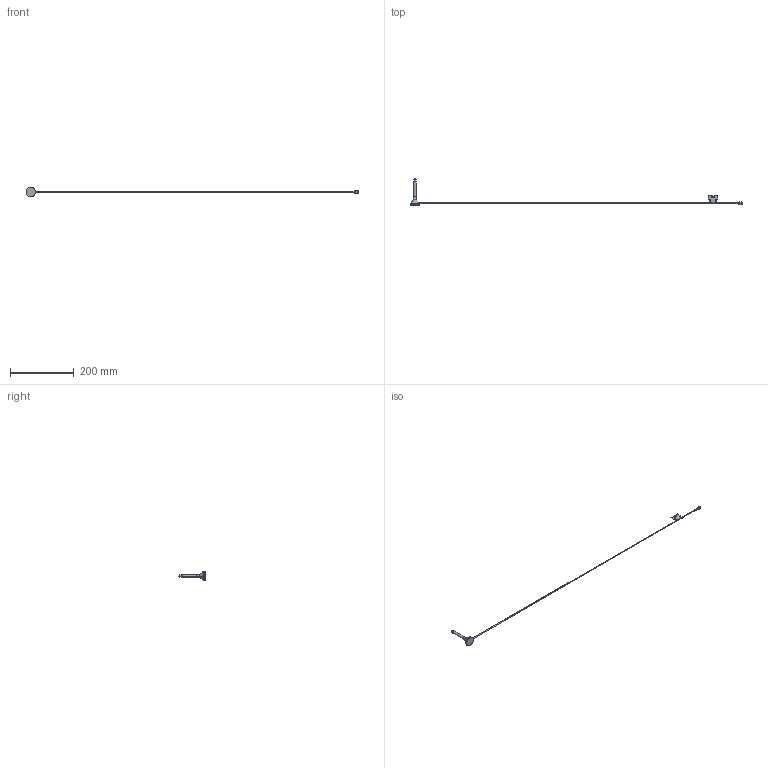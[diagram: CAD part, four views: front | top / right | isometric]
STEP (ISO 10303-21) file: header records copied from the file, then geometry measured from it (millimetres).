
FILE_DESCRIPTION (( 'STEP AP214' ), '1' );
FILE_NAME ('MGA1.101111.STEP', '2018-12-19T10:08:48', ( '' ), ( '' ), 'SwSTEP 2.0', 'SolidWorks 2017', '' );
FILE_SCHEMA (( 'AUTOMOTIVE_DESIGN' ));
Length unit declared in the file: millimetre
Products named in the file (7): 001315C000000A_Black_RG174; MGA1.101111; MGA1 Label; 000116L050000A; 000116L060000A; SMA.M.ST(RP); 301315C000000A
Assembly tree (6 placements, depth 2):
  MGA1.101111
    000116L060000A
    000116L050000A
    301315C000000A
    SMA.M.ST(RP)
    001315C000000A_Black_RG174
    MGA1 Label
Bounding box: 1039.5 x 82.8 x 30 mm (x, y, z)
Volume: 17171.9 mm3; surface area: 16348.6 mm2
Topology: 8 solids, 8 shells, 266 faces, 659 edges, 424 vertices
Faces by surface type: plane 116, cylinder 93, torus 22, bspline 21, cone 14
Entity records: 11480 total; most frequent: CARTESIAN_POINT 4098, ORIENTED_EDGE 1314, DIRECTION 1277, EDGE_CURVE 657, AXIS2_PLACEMENT_3D 462, VERTEX_POINT 424, VECTOR 353, LINE 353
